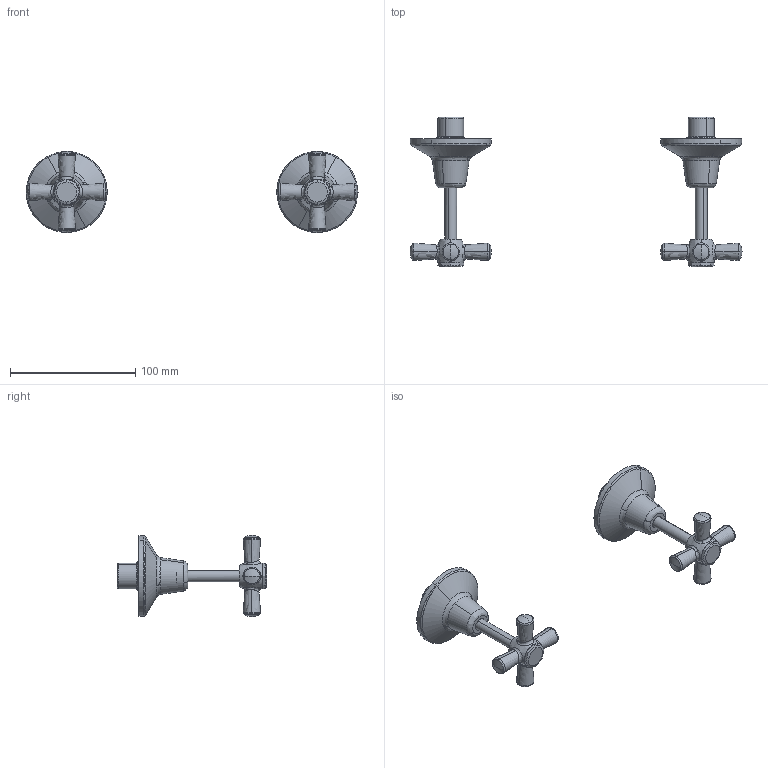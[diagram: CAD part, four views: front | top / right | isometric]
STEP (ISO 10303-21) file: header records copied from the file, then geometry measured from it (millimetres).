
FILE_DESCRIPTION(/* description */ (''),/* implementation_level */ '2;1');
FILE_NAME(/* name */ 'STEP - 27892, 27899',/* time_stamp */ '2025-05-21T11:06:06+10:00',/* author */ (''),/* organization */ (''),/* preprocessor_version */ 'ST-DEVELOPER v16.5',/* originating_system */ 'Rhino 7.37',/* authorisation */ '');
FILE_SCHEMA (('AUTOMOTIVE_DESIGN'));
Length unit declared in the file: millimetre
Products named in the file (7): Document; 2789911; 75386; 755310; 75504; fh0032; 8701-18
Assembly tree (11 placements, depth 3):
  Document
    2789911
      75386  x2
      755310  x2
      75504  x2
      fh0032  x2
      8701-18  x2
Bounding box: 264.75 x 119.1 x 65 mm (x, y, z)
Volume: 98390.7 mm3; surface area: 56296.2 mm2
Topology: 10 solids, 10 shells, 664 faces, 1786 edges, 1166 vertices
Faces by surface type: bspline 304, cylinder 266, plane 94
Entity records: 42259 total; most frequent: CARTESIAN_POINT 36771, ORIENTED_EDGE 1786, EDGE_CURVE 893, VERTEX_POINT 583, B_SPLINE_CURVE_WITH_KNOTS 418, EDGE_LOOP 350, ADVANCED_FACE 332, FACE_OUTER_BOUND 332
